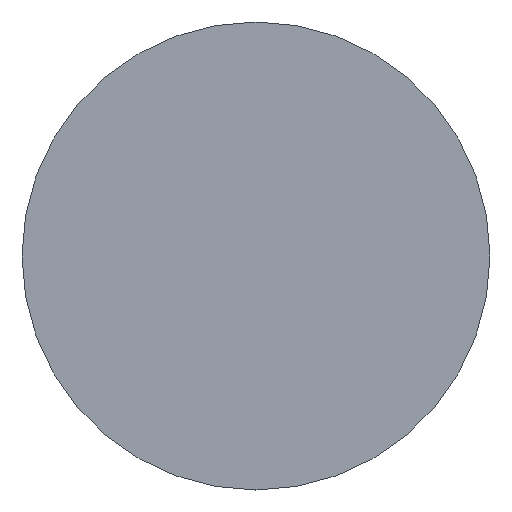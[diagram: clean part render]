
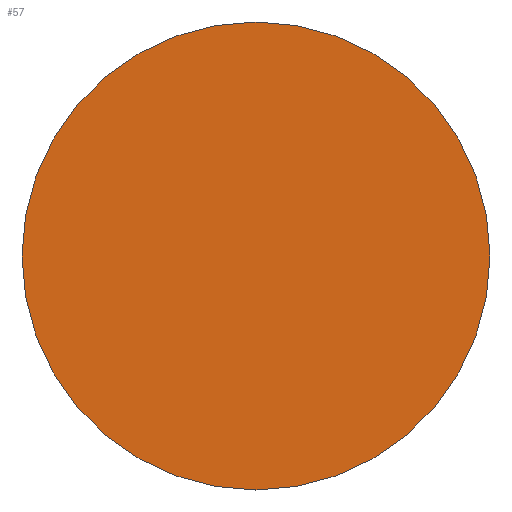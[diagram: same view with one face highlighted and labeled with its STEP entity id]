
A CAD part, left-side view. The second image highlights one B-rep face of the part: STEP entity #57.
In plain terms, the highlighted planar face has unit normal (-1, 0, 0).
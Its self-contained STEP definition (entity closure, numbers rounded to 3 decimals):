
#2 = CARTESIAN_POINT ( 'NONE',  ( 0., 0., 0. ) ) ;
#10 = FACE_OUTER_BOUND ( 'NONE', #36, .T. ) ;
#23 = DIRECTION ( 'NONE',  ( 0., 0., -1. ) ) ;
#28 = ORIENTED_EDGE ( 'NONE', *, *, #45, .T. ) ;
#36 = EDGE_LOOP ( 'NONE', ( #87, #28 ) ) ;
#44 = AXIS2_PLACEMENT_3D ( 'NONE', #66, #165, #98 ) ;
#45 = EDGE_CURVE ( 'NONE', #62, #109, #99, .T. ) ;
#56 = DIRECTION ( 'NONE',  ( -1., 0., 0. ) ) ;
#57 = ADVANCED_FACE ( 'NONE', ( #10 ), #118, .F. ) ;
#62 = VERTEX_POINT ( 'NONE', #94 ) ;
#64 = AXIS2_PLACEMENT_3D ( 'NONE', #84, #56, #144 ) ;
#66 = CARTESIAN_POINT ( 'NONE',  ( 0., 0., 0. ) ) ;
#71 = AXIS2_PLACEMENT_3D ( 'NONE', #2, #77, #23 ) ;
#77 = DIRECTION ( 'NONE',  ( 1., 0., 0. ) ) ;
#84 = CARTESIAN_POINT ( 'NONE',  ( 0., 0., 0. ) ) ;
#87 = ORIENTED_EDGE ( 'NONE', *, *, #160, .T. ) ;
#94 = CARTESIAN_POINT ( 'NONE',  ( 0., 0., -25.4 ) ) ;
#98 = DIRECTION ( 'NONE',  ( 0., 0., 1. ) ) ;
#99 = CIRCLE ( 'NONE', #44, 25.4 ) ;
#109 = VERTEX_POINT ( 'NONE', #129 ) ;
#118 = PLANE ( 'NONE',  #71 ) ;
#129 = CARTESIAN_POINT ( 'NONE',  ( 0., 0., 25.4 ) ) ;
#144 = DIRECTION ( 'NONE',  ( 0., 0., 1. ) ) ;
#146 = CIRCLE ( 'NONE', #64, 25.4 ) ;
#160 = EDGE_CURVE ( 'NONE', #109, #62, #146, .T. ) ;
#165 = DIRECTION ( 'NONE',  ( -1., 0., 0. ) ) ;
